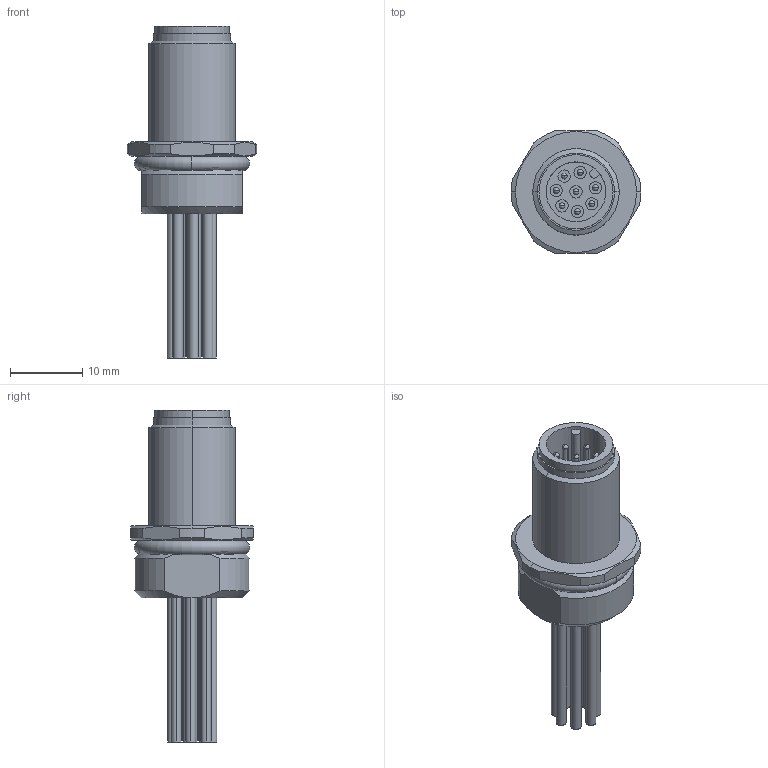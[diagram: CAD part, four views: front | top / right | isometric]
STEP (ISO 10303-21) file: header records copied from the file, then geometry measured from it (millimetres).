
FILE_DESCRIPTION (( 'STEP AP214' ), '1' );
FILE_NAME ('7231-17161-9730050.step', '2016-05-09T19:33:39', ( '' ), ( '' ), 'SwSTEP 2.0', 'SolidWorks 2015', '' );
FILE_SCHEMA (( 'AUTOMOTIVE_DESIGN' ));
Length unit declared in the file: millimetre
Products named in the file (1): 7231-17161-9730050
Bounding box: 18 x 17 x 46.1 mm (x, y, z)
Volume: 3419.1 mm3; surface area: 2815.2 mm2
Topology: 1 solids, 1 shells, 140 faces, 317 edges, 208 vertices
Faces by surface type: cylinder 68, plane 42, torus 18, cone 12
Entity records: 5076 total; most frequent: DIRECTION 781, CARTESIAN_POINT 724, ORIENTED_EDGE 634, AXIS2_PLACEMENT_3D 345, EDGE_CURVE 317, VERTEX_POINT 208, CIRCLE 204, EDGE_LOOP 169
